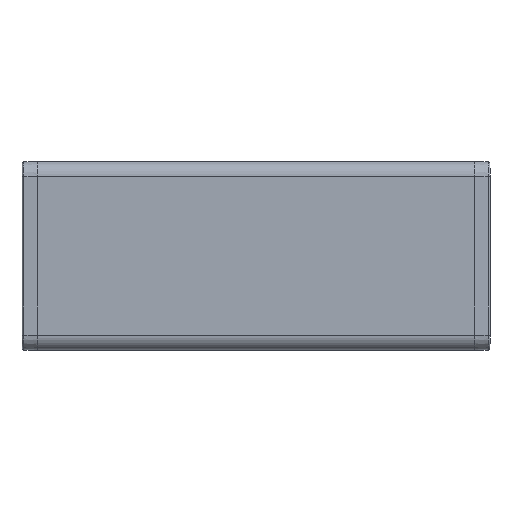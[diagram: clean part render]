
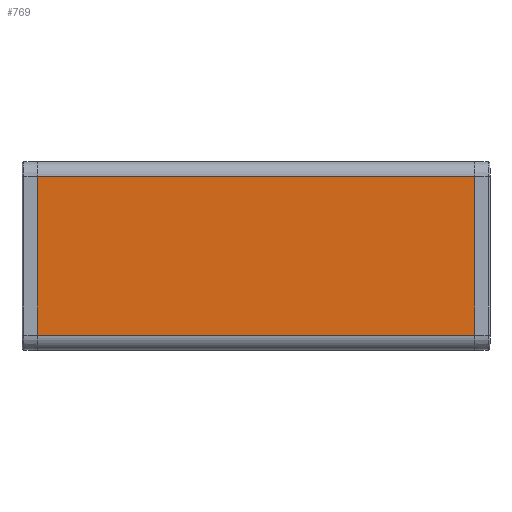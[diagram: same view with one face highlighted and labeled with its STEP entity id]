
A CAD part, top view. The second image highlights one B-rep face of the part: STEP entity #769.
In plain terms, the highlighted face is planar.
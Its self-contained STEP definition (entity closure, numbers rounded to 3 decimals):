
#203 = EDGE_LOOP ( 'NONE', ( #2717, #5929, #3458, #1400 ) ) ;
#263 = EDGE_CURVE ( 'NONE', #6772, #1385, #1771, .T. ) ;
#305 = CARTESIAN_POINT ( 'NONE',  ( -42., 148., -115.8 ) ) ;
#473 = VECTOR ( 'NONE', #3259, 1000. ) ;
#613 = DIRECTION ( 'NONE',  ( 0., 0., 1. ) ) ;
#769 = ADVANCED_FACE ( 'NONE', ( #4206 ), #6617, .T. ) ;
#827 = CARTESIAN_POINT ( 'NONE',  ( -42., 148., -115.8 ) ) ;
#917 = VECTOR ( 'NONE', #7030, 1000. ) ;
#1158 = DIRECTION ( 'NONE',  ( 0., 1., 0. ) ) ;
#1214 = CARTESIAN_POINT ( 'NONE',  ( -42., 148., -115.8 ) ) ;
#1385 = VERTEX_POINT ( 'NONE', #6844 ) ;
#1400 = ORIENTED_EDGE ( 'NONE', *, *, #263, .T. ) ;
#1429 = EDGE_CURVE ( 'NONE', #6772, #3185, #6251, .T. ) ;
#1771 = LINE ( 'NONE', #1214, #6938 ) ;
#2149 = VECTOR ( 'NONE', #6300, 1000. ) ;
#2166 = CARTESIAN_POINT ( 'NONE',  ( 42., 148., -115.8 ) ) ;
#2717 = ORIENTED_EDGE ( 'NONE', *, *, #3007, .T. ) ;
#3007 = EDGE_CURVE ( 'NONE', #1385, #7341, #3955, .T. ) ;
#3025 = CARTESIAN_POINT ( 'NONE',  ( 42., 148., -115.8 ) ) ;
#3038 = CARTESIAN_POINT ( 'NONE',  ( 50., 148., -115.8 ) ) ;
#3088 = CARTESIAN_POINT ( 'NONE',  ( 42., 148., 115.8 ) ) ;
#3185 = VERTEX_POINT ( 'NONE', #3025 ) ;
#3259 = DIRECTION ( 'NONE',  ( 1., 0., 0. ) ) ;
#3458 = ORIENTED_EDGE ( 'NONE', *, *, #1429, .F. ) ;
#3600 = DIRECTION ( 'NONE',  ( -1., 0., 0. ) ) ;
#3955 = LINE ( 'NONE', #6376, #2149 ) ;
#4206 = FACE_OUTER_BOUND ( 'NONE', #203, .T. ) ;
#4528 = LINE ( 'NONE', #2166, #917 ) ;
#5766 = EDGE_CURVE ( 'NONE', #3185, #7341, #4528, .T. ) ;
#5929 = ORIENTED_EDGE ( 'NONE', *, *, #5766, .F. ) ;
#6251 = LINE ( 'NONE', #827, #473 ) ;
#6300 = DIRECTION ( 'NONE',  ( 1., 0., 0. ) ) ;
#6376 = CARTESIAN_POINT ( 'NONE',  ( -42., 148., 115.8 ) ) ;
#6617 = PLANE ( 'NONE',  #6821 ) ;
#6772 = VERTEX_POINT ( 'NONE', #305 ) ;
#6821 = AXIS2_PLACEMENT_3D ( 'NONE', #3038, #1158, #3600 ) ;
#6844 = CARTESIAN_POINT ( 'NONE',  ( -42., 148., 115.8 ) ) ;
#6938 = VECTOR ( 'NONE', #613, 1000. ) ;
#7030 = DIRECTION ( 'NONE',  ( 0., 0., 1. ) ) ;
#7341 = VERTEX_POINT ( 'NONE', #3088 ) ;
